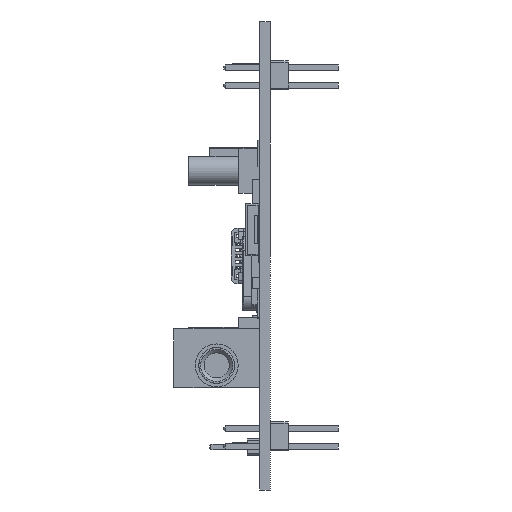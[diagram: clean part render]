
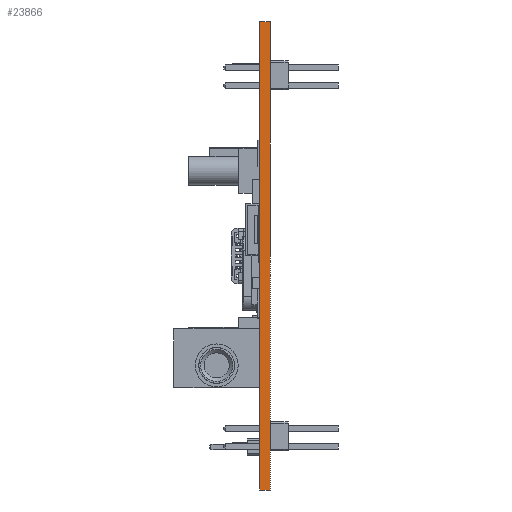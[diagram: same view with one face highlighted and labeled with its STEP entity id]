
A CAD part, left-side view. The second image highlights one B-rep face of the part: STEP entity #23866.
In plain terms, the highlighted planar face has unit normal (-1, 0, 0).
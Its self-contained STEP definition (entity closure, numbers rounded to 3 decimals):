
#20858=CARTESIAN_POINT('',(0.,1.5,-32.748));
#20859=VERTEX_POINT('',#20858);
#20874=CARTESIAN_POINT('',(0.,1.5,-25.426));
#20875=VERTEX_POINT('',#20874);
#20882=CARTESIAN_POINT('',(0.,1.5,0.));
#20883=VERTEX_POINT('',#20882);
#20884=CARTESIAN_POINT('',(0.,1.5,-25.426));
#20885=DIRECTION('',(0.,0.,1.));
#20886=VECTOR('',#20885,25.426);
#20887=LINE('',#20884,#20886);
#20888=EDGE_CURVE('',#20875,#20883,#20887,.T.);
#20906=CARTESIAN_POINT('',(0.,1.5,-65.5));
#20907=VERTEX_POINT('',#20906);
#20914=CARTESIAN_POINT('',(0.,1.5,-65.5));
#20915=DIRECTION('',(0.,0.,1.));
#20916=VECTOR('',#20915,32.752);
#20917=LINE('',#20914,#20916);
#20918=EDGE_CURVE('',#20907,#20859,#20917,.T.);
#21004=CARTESIAN_POINT('',(0.,0.,-65.5));
#21005=VERTEX_POINT('',#21004);
#21006=CARTESIAN_POINT('',(0.,0.,0.));
#21007=VERTEX_POINT('',#21006);
#21008=CARTESIAN_POINT('',(0.,0.,-65.5));
#21009=DIRECTION('',(0.,0.,1.));
#21010=VECTOR('',#21009,65.5);
#21011=LINE('',#21008,#21010);
#21012=EDGE_CURVE('',#21005,#21007,#21011,.T.);
#23838=CARTESIAN_POINT('',(0.,1.5,0.));
#23839=DIRECTION('',(1.,0.,0.));
#23840=DIRECTION('',(0.,0.,-1.));
#23841=AXIS2_PLACEMENT_3D('',#23838,#23839,#23840);
#23842=PLANE('',#23841);
#23843=ORIENTED_EDGE('',*,*,#21012,.T.);
#23844=CARTESIAN_POINT('',(0.,1.5,0.));
#23845=DIRECTION('',(0.,-1.,0.));
#23846=VECTOR('',#23845,1.5);
#23847=LINE('',#23844,#23846);
#23848=EDGE_CURVE('',#20883,#21007,#23847,.T.);
#23849=ORIENTED_EDGE('',*,*,#23848,.F.);
#23850=ORIENTED_EDGE('',*,*,#20888,.F.);
#23851=CARTESIAN_POINT('',(0.,1.5,-32.748));
#23852=DIRECTION('',(0.,0.,1.));
#23853=VECTOR('',#23852,7.322);
#23854=LINE('',#23851,#23853);
#23855=EDGE_CURVE('',#20859,#20875,#23854,.T.);
#23856=ORIENTED_EDGE('',*,*,#23855,.F.);
#23857=ORIENTED_EDGE('',*,*,#20918,.F.);
#23858=CARTESIAN_POINT('',(0.,1.5,-65.5));
#23859=DIRECTION('',(0.,-1.,0.));
#23860=VECTOR('',#23859,1.5);
#23861=LINE('',#23858,#23860);
#23862=EDGE_CURVE('',#20907,#21005,#23861,.T.);
#23863=ORIENTED_EDGE('',*,*,#23862,.T.);
#23864=EDGE_LOOP('',(#23843,#23849,#23850,#23856,#23857,#23863));
#23865=FACE_BOUND('',#23864,.T.);
#23866=ADVANCED_FACE('',(#23865),#23842,.F.);
